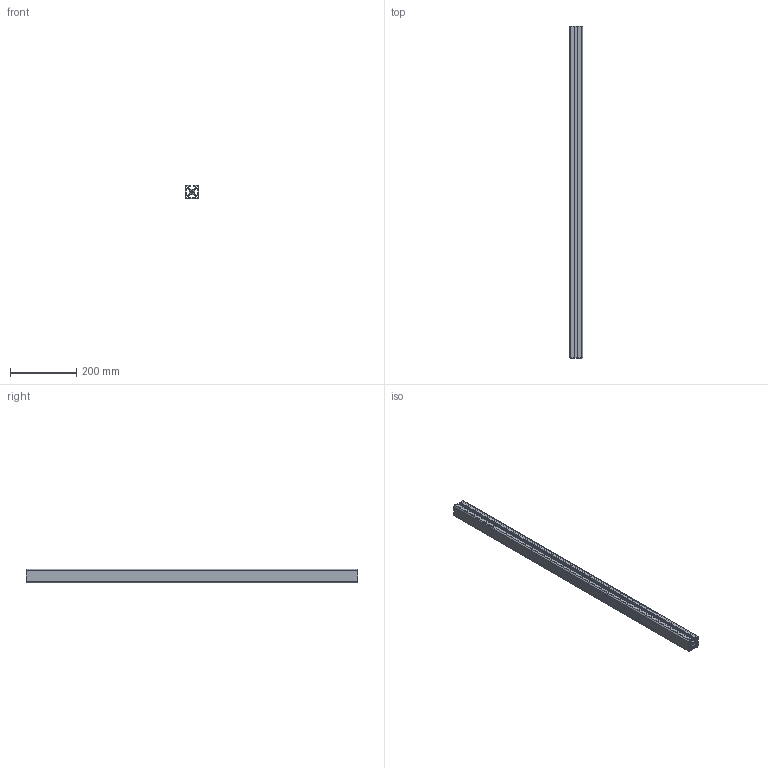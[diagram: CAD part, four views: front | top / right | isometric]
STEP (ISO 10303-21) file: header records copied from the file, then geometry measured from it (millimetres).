
FILE_DESCRIPTION(/* description */ ('KriTec Profil 8 40x40 3N leicht'),/* implementation_level */ '2;1');
FILE_NAME(/* name */ '10100_KriTec_Profil_8_40x40_3N_leicht_.stp',/* time_stamp */ '2021-05-06T16:31:16+02:00',/* author */ ('jendrek'),/* organization */ (''),/* preprocessor_version */ 'ST-DEVELOPER v17',/* originating_system */ 'Autodesk Inventor 2018',/* authorisation */ '');
FILE_SCHEMA (('AUTOMOTIVE_DESIGN { 1 0 10303 214 3 1 1 }'));
Length unit declared in the file: millimetre
Products named in the file (1): 10100-1000
Bounding box: 40 x 1000 x 40 mm (x, y, z)
Volume: 712767.7 mm3; surface area: 497569.7 mm2
Topology: 1 solids, 1 shells, 149 faces, 441 edges, 294 vertices
Faces by surface type: cylinder 77, plane 72
Full cylindrical faces by diameter (mm): 6.8 x1
Entity records: 5108 total; most frequent: DIRECTION 895, CARTESIAN_POINT 885, ORIENTED_EDGE 882, EDGE_CURVE 441, AXIS2_PLACEMENT_3D 304, VERTEX_POINT 294, LINE 287, VECTOR 287
